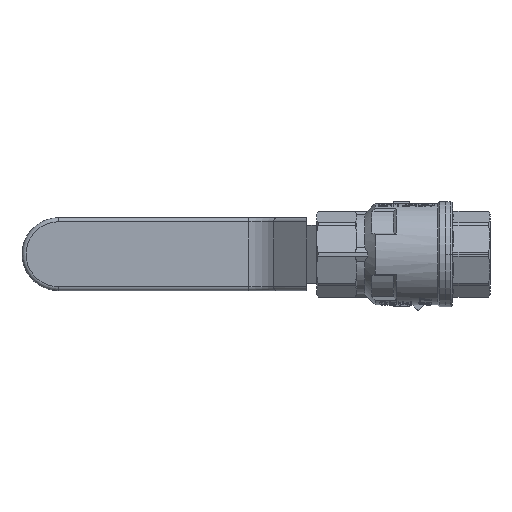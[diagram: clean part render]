
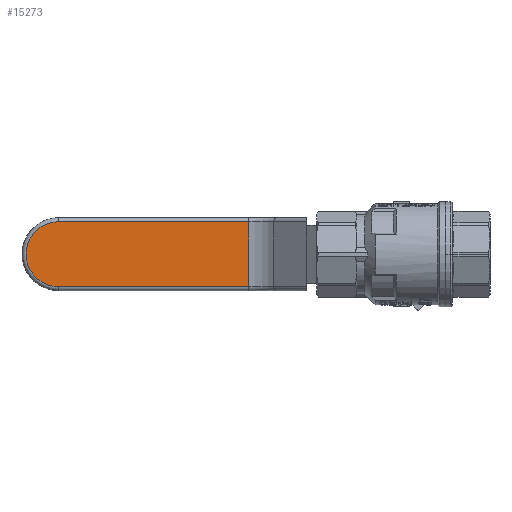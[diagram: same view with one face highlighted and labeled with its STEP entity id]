
A CAD part, front view. The second image highlights one B-rep face of the part: STEP entity #15273.
In plain terms, the highlighted planar face has unit normal (0, -1, 0).
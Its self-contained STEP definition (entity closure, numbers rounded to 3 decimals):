
#942=CIRCLE('',#16630,8.05);
#1828=LINE('',#50137,#2655);
#1830=LINE('',#50149,#2657);
#1841=LINE('',#50178,#2668);
#2655=VECTOR('',#19982,1000.);
#2657=VECTOR('',#19996,1000.);
#2668=VECTOR('',#20027,1000.);
#3082=PLANE('',#16642);
#7633=ORIENTED_EDGE('',*,*,#10127,.T.);
#7634=ORIENTED_EDGE('',*,*,#10112,.T.);
#7635=ORIENTED_EDGE('',*,*,#10109,.T.);
#7636=ORIENTED_EDGE('',*,*,#10106,.T.);
#10106=EDGE_CURVE('',#11655,#11653,#1828,.T.);
#10109=EDGE_CURVE('',#11657,#11655,#942,.T.);
#10112=EDGE_CURVE('',#11659,#11657,#1830,.T.);
#10127=EDGE_CURVE('',#11653,#11659,#1841,.T.);
#11653=VERTEX_POINT('',#50128);
#11655=VERTEX_POINT('',#50134);
#11657=VERTEX_POINT('',#50140);
#11659=VERTEX_POINT('',#50146);
#13377=EDGE_LOOP('',(#7633,#7634,#7635,#7636));
#14340=FACE_BOUND('',#13377,.T.);
#15273=ADVANCED_FACE('',(#14340),#3082,.F.);
#16630=AXIS2_PLACEMENT_3D('',#50143,#19989,#19990);
#16642=AXIS2_PLACEMENT_3D('',#50177,#20025,#20026);
#19982=DIRECTION('',(-1.,0.,0.));
#19989=DIRECTION('',(0.,-1.,0.));
#19990=DIRECTION('',(0.,0.,1.));
#19996=DIRECTION('',(1.,0.,0.));
#20025=DIRECTION('',(0.,1.,0.));
#20026=DIRECTION('',(0.,0.,1.));
#20027=DIRECTION('',(0.,0.,-1.));
#50128=CARTESIAN_POINT('',(37.828,10.7,8.05));
#50134=CARTESIAN_POINT('',(84.95,10.7,8.05));
#50137=CARTESIAN_POINT('',(37.828,10.7,8.05));
#50140=CARTESIAN_POINT('',(84.95,10.7,-8.05));
#50143=CARTESIAN_POINT('',(84.95,10.7,0.));
#50146=CARTESIAN_POINT('',(37.828,10.7,-8.05));
#50149=CARTESIAN_POINT('',(84.95,10.7,-8.05));
#50177=CARTESIAN_POINT('',(37.828,10.7,25.));
#50178=CARTESIAN_POINT('',(37.828,10.7,25.));
